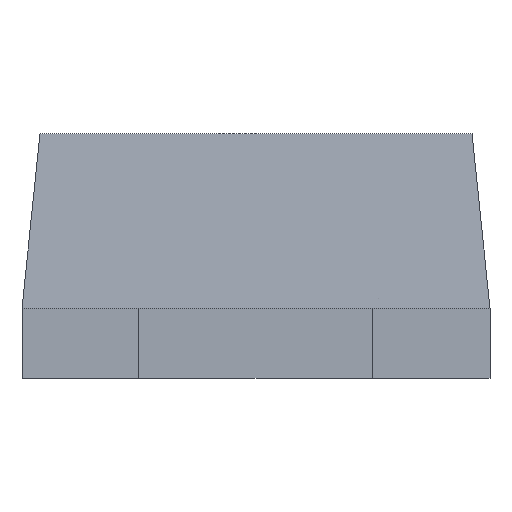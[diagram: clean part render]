
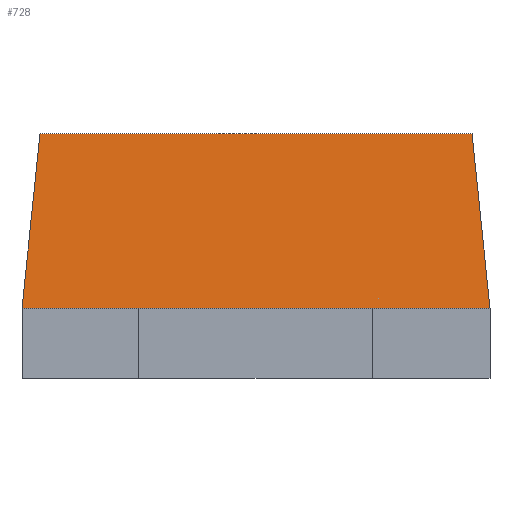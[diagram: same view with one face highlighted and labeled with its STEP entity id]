
A CAD part, front view. The second image highlights one B-rep face of the part: STEP entity #728.
In plain terms, the highlighted planar face has unit normal (0, -0.995, 0.102).
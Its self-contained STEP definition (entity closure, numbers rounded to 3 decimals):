
#56=FACE_OUTER_BOUND('',#100,.T.);
#100=EDGE_LOOP('',(#607,#608,#609,#610,#611,#612));
#146=LINE('',#1066,#242);
#162=LINE('',#1099,#258);
#174=LINE('',#1123,#270);
#188=LINE('',#1150,#284);
#191=LINE('',#1155,#287);
#192=LINE('',#1156,#288);
#242=VECTOR('',#873,10.);
#258=VECTOR('',#899,10.);
#270=VECTOR('',#919,10.);
#284=VECTOR('',#947,10.);
#287=VECTOR('',#954,10.);
#288=VECTOR('',#955,10.);
#325=VERTEX_POINT('',#1063);
#326=VERTEX_POINT('',#1065);
#336=VERTEX_POINT('',#1092);
#338=VERTEX_POINT('',#1098);
#344=VERTEX_POINT('',#1116);
#346=VERTEX_POINT('',#1122);
#398=EDGE_CURVE('',#325,#326,#146,.T.);
#414=EDGE_CURVE('',#338,#336,#162,.T.);
#426=EDGE_CURVE('',#346,#344,#174,.T.);
#440=EDGE_CURVE('',#344,#338,#188,.T.);
#443=EDGE_CURVE('',#326,#336,#191,.T.);
#444=EDGE_CURVE('',#346,#325,#192,.T.);
#607=ORIENTED_EDGE('',*,*,#443,.F.);
#608=ORIENTED_EDGE('',*,*,#398,.F.);
#609=ORIENTED_EDGE('',*,*,#444,.F.);
#610=ORIENTED_EDGE('',*,*,#426,.T.);
#611=ORIENTED_EDGE('',*,*,#440,.T.);
#612=ORIENTED_EDGE('',*,*,#414,.T.);
#684=PLANE('',#789);
#728=ADVANCED_FACE('',(#56),#684,.F.);
#789=AXIS2_PLACEMENT_3D('',#1154,#952,#953);
#873=DIRECTION('',(1.,0.,0.));
#899=DIRECTION('',(1.,0.,0.));
#919=DIRECTION('',(1.,0.,0.));
#947=DIRECTION('',(1.,0.,0.));
#952=DIRECTION('center_axis',(0.,0.995,-0.103));
#953=DIRECTION('ref_axis',(0.,-0.103,-0.995));
#954=DIRECTION('',(0.102,-0.102,-0.99));
#955=DIRECTION('',(0.102,0.102,0.99));
#1063=CARTESIAN_POINT('',(-0.6,-1.05,0.68));
#1065=CARTESIAN_POINT('',(0.6,-1.05,0.68));
#1066=CARTESIAN_POINT('',(0.325,-1.05,0.68));
#1092=CARTESIAN_POINT('',(0.65,-1.1,0.195));
#1098=CARTESIAN_POINT('',(0.325,-1.1,0.195));
#1099=CARTESIAN_POINT('',(-0.325,-1.1,0.195));
#1116=CARTESIAN_POINT('',(-0.325,-1.1,0.195));
#1122=CARTESIAN_POINT('',(-0.65,-1.1,0.195));
#1123=CARTESIAN_POINT('',(-0.325,-1.1,0.195));
#1150=CARTESIAN_POINT('',(-0.325,-1.1,0.195));
#1154=CARTESIAN_POINT('Origin',(0.65,-1.05,0.68));
#1155=CARTESIAN_POINT('',(0.589,-1.039,0.786));
#1156=CARTESIAN_POINT('',(-0.607,-1.057,0.612));
